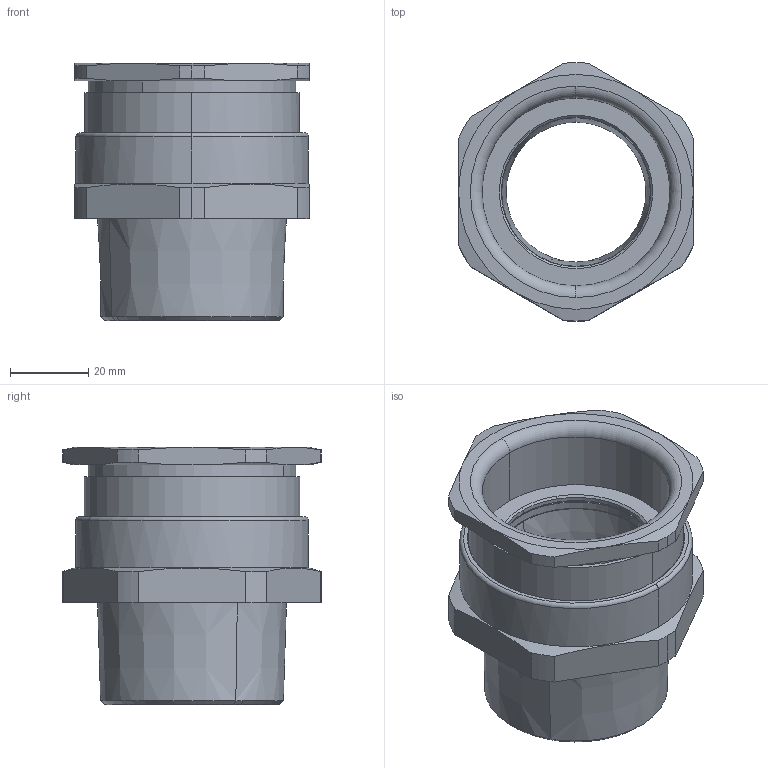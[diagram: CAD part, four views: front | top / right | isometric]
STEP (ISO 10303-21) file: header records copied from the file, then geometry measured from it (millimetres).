
FILE_DESCRIPTION(('CATIA V5 STEP Exchange','CAx-IF Rec.Pracs.--- Model Styling and Organization---1.4--- 2014-01-23'),'2;1');
FILE_NAME ('274200-1_0_1185450000_1185450000.stp','2022-11-30T05:48:41+00:00',('none'),('Weidmueller'),'CATIA Version 5-6 Release 2016 SP3 HF44','CATIA V5 STEP AP214','none');
FILE_SCHEMA(('AUTOMOTIVE_DESIGN { 1 0 10303 214 1 1 1 1 }'));
Length unit declared in the file: millimetre
Products named in the file (1): A2L/50S/NPT1-1/2-WM
Bounding box: 60 x 66 x 65.75 mm (x, y, z)
Volume: 65267.8 mm3; surface area: 33469.3 mm2
Topology: 2 solids, 2 shells, 109 faces, 270 edges, 172 vertices
Faces by surface type: cone 42, cylinder 36, plane 23, torus 8
Entity records: 3249 total; most frequent: CARTESIAN_POINT 825, ORIENTED_EDGE 540, DIRECTION 392, EDGE_CURVE 270, AXIS2_PLACEMENT_3D 224, VERTEX_POINT 172, CIRCLE 138, EDGE_LOOP 120
